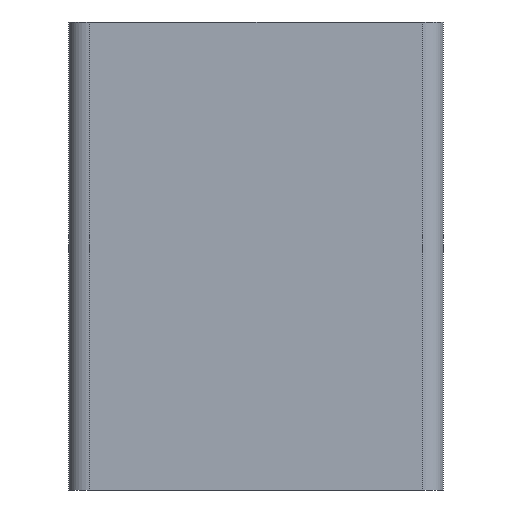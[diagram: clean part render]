
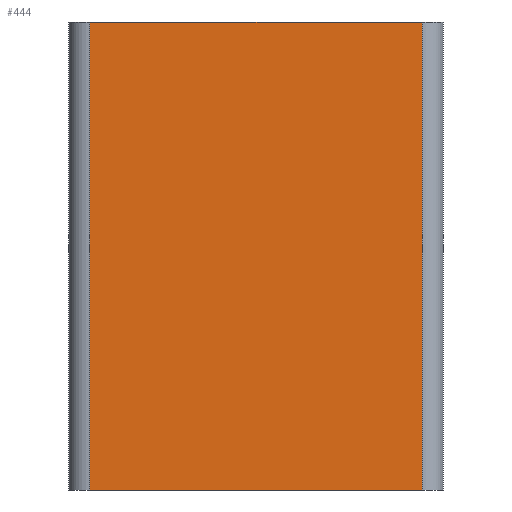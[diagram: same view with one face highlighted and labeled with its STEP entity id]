
A CAD part, front view. The second image highlights one B-rep face of the part: STEP entity #444.
In plain terms, the highlighted planar face has unit normal (0, -1, 0).
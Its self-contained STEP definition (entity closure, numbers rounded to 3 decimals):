
#128 = VERTEX_POINT('',#129);
#129 = CARTESIAN_POINT('',(-16.,-7.5,0.));
#136 = EDGE_CURVE('',#137,#128,#139,.T.);
#137 = VERTEX_POINT('',#138);
#138 = CARTESIAN_POINT('',(16.,-7.5,0.));
#139 = LINE('',#140,#141);
#140 = CARTESIAN_POINT('',(16.,-7.5,0.));
#141 = VECTOR('',#142,1.);
#142 = DIRECTION('',(-1.,0.,0.));
#214 = VERTEX_POINT('',#215);
#215 = CARTESIAN_POINT('',(-16.,-7.5,45.));
#222 = EDGE_CURVE('',#223,#214,#225,.T.);
#223 = VERTEX_POINT('',#224);
#224 = CARTESIAN_POINT('',(16.,-7.5,45.));
#225 = LINE('',#226,#227);
#226 = CARTESIAN_POINT('',(16.,-7.5,45.));
#227 = VECTOR('',#228,1.);
#228 = DIRECTION('',(-1.,0.,0.));
#416 = EDGE_CURVE('',#128,#214,#417,.T.);
#417 = LINE('',#418,#419);
#418 = CARTESIAN_POINT('',(-16.,-7.5,0.));
#419 = VECTOR('',#420,1.);
#420 = DIRECTION('',(0.,0.,1.));
#444 = ADVANCED_FACE('',(#445),#456,.T.);
#445 = FACE_BOUND('',#446,.T.);
#446 = EDGE_LOOP('',(#447,#453,#454,#455));
#447 = ORIENTED_EDGE('',*,*,#448,.T.);
#448 = EDGE_CURVE('',#137,#223,#449,.T.);
#449 = LINE('',#450,#451);
#450 = CARTESIAN_POINT('',(16.,-7.5,0.));
#451 = VECTOR('',#452,1.);
#452 = DIRECTION('',(0.,0.,1.));
#453 = ORIENTED_EDGE('',*,*,#222,.T.);
#454 = ORIENTED_EDGE('',*,*,#416,.F.);
#455 = ORIENTED_EDGE('',*,*,#136,.F.);
#456 = PLANE('',#457);
#457 = AXIS2_PLACEMENT_3D('',#458,#459,#460);
#458 = CARTESIAN_POINT('',(16.,-7.5,0.));
#459 = DIRECTION('',(0.,-1.,0.));
#460 = DIRECTION('',(-1.,0.,0.));
